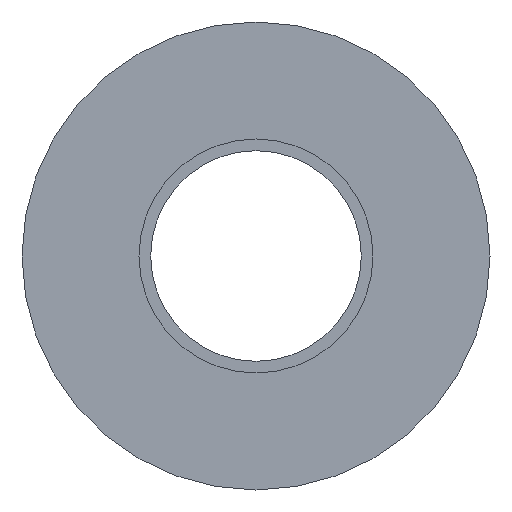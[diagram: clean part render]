
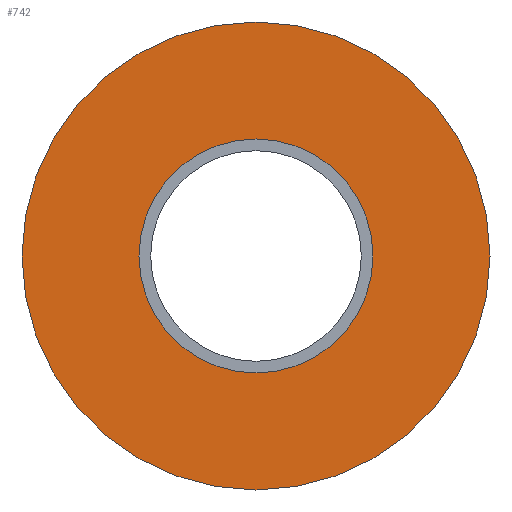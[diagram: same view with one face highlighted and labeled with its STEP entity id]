
A CAD part, left-side view. The second image highlights one B-rep face of the part: STEP entity #742.
In plain terms, the highlighted planar face has unit normal (-1, 0, 0).
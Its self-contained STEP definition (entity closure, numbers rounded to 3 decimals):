
#10 = DIRECTION ( 'NONE',  ( -1., 0., 0. ) ) ;
#33 = AXIS2_PLACEMENT_3D ( 'NONE', #324, #285, #531 ) ;
#39 = DIRECTION ( 'NONE',  ( -1., 0., 0. ) ) ;
#49 = AXIS2_PLACEMENT_3D ( 'NONE', #612, #39, #405 ) ;
#50 = CARTESIAN_POINT ( 'NONE',  ( 0., 0., 0. ) ) ;
#51 = VERTEX_POINT ( 'NONE', #266 ) ;
#54 = EDGE_LOOP ( 'NONE', ( #394, #407 ) ) ;
#78 = AXIS2_PLACEMENT_3D ( 'NONE', #50, #519, #579 ) ;
#94 = DIRECTION ( 'NONE',  ( 1., 0., 0. ) ) ;
#126 = AXIS2_PLACEMENT_3D ( 'NONE', #291, #10, #167 ) ;
#140 = CIRCLE ( 'NONE', #33, 15. ) ;
#144 = FACE_OUTER_BOUND ( 'NONE', #400, .T. ) ;
#167 = DIRECTION ( 'NONE',  ( 0., -1., 0. ) ) ;
#200 = EDGE_CURVE ( 'NONE', #458, #51, #452, .T. ) ;
#211 = CARTESIAN_POINT ( 'NONE',  ( 0., -15., 0. ) ) ;
#232 = EDGE_CURVE ( 'NONE', #342, #744, #140, .T. ) ;
#261 = ORIENTED_EDGE ( 'NONE', *, *, #232, .T. ) ;
#266 = CARTESIAN_POINT ( 'NONE',  ( 0., 7.5, 0. ) ) ;
#285 = DIRECTION ( 'NONE',  ( -1., 0., 0. ) ) ;
#291 = CARTESIAN_POINT ( 'NONE',  ( 0., 0., 0. ) ) ;
#307 = EDGE_CURVE ( 'NONE', #51, #458, #729, .T. ) ;
#324 = CARTESIAN_POINT ( 'NONE',  ( 0., 0., 0. ) ) ;
#342 = VERTEX_POINT ( 'NONE', #463 ) ;
#366 = FACE_BOUND ( 'NONE', #54, .T. ) ;
#394 = ORIENTED_EDGE ( 'NONE', *, *, #307, .F. ) ;
#400 = EDGE_LOOP ( 'NONE', ( #412, #261 ) ) ;
#405 = DIRECTION ( 'NONE',  ( 0., 1., 0. ) ) ;
#407 = ORIENTED_EDGE ( 'NONE', *, *, #200, .F. ) ;
#412 = ORIENTED_EDGE ( 'NONE', *, *, #482, .T. ) ;
#448 = CIRCLE ( 'NONE', #126, 15. ) ;
#452 = CIRCLE ( 'NONE', #49, 7.5 ) ;
#458 = VERTEX_POINT ( 'NONE', #532 ) ;
#463 = CARTESIAN_POINT ( 'NONE',  ( 0., 15., 0. ) ) ;
#482 = EDGE_CURVE ( 'NONE', #744, #342, #448, .T. ) ;
#487 = PLANE ( 'NONE',  #499 ) ;
#499 = AXIS2_PLACEMENT_3D ( 'NONE', #724, #94, #625 ) ;
#519 = DIRECTION ( 'NONE',  ( -1., 0., 0. ) ) ;
#531 = DIRECTION ( 'NONE',  ( 0., -1., 0. ) ) ;
#532 = CARTESIAN_POINT ( 'NONE',  ( 0., -7.5, 0. ) ) ;
#579 = DIRECTION ( 'NONE',  ( 0., 1., 0. ) ) ;
#612 = CARTESIAN_POINT ( 'NONE',  ( 0., 0., 0. ) ) ;
#625 = DIRECTION ( 'NONE',  ( 0., 1., 0. ) ) ;
#724 = CARTESIAN_POINT ( 'NONE',  ( 0., 0., 0. ) ) ;
#729 = CIRCLE ( 'NONE', #78, 7.5 ) ;
#742 = ADVANCED_FACE ( 'NONE', ( #144, #366 ), #487, .F. ) ;
#744 = VERTEX_POINT ( 'NONE', #211 ) ;
